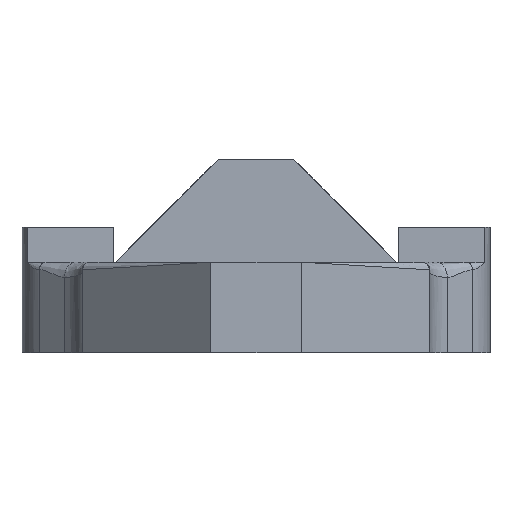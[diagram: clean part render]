
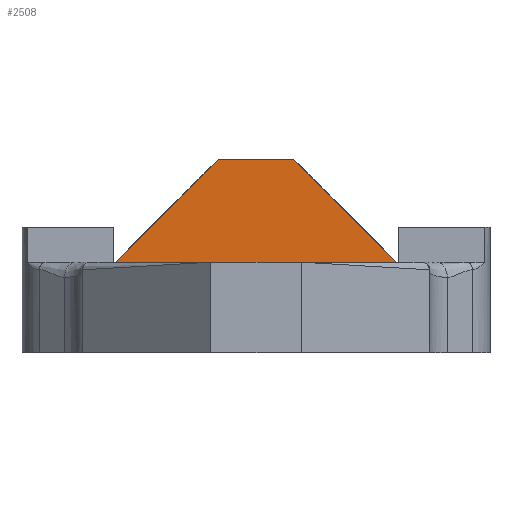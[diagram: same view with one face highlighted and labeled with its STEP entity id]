
A CAD part, left-side view. The second image highlights one B-rep face of the part: STEP entity #2508.
In plain terms, the highlighted planar face has unit normal (-1, 0, 0).
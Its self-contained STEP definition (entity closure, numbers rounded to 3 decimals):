
#1426 = VERTEX_POINT ( 'NONE', #4850 ) ;
#1531 = VERTEX_POINT ( 'NONE', #4946 ) ;
#1584 = VERTEX_POINT ( 'NONE', #5248 ) ;
#1585 = EDGE_CURVE ( 'NONE', #1531, #1584, #5245, .T. ) ;
#2498 = EDGE_CURVE ( 'NONE', #2506, #1426, #5863, .T. ) ;
#2504 = EDGE_LOOP ( 'NONE', ( #2741, #2526, #2587, #2562 ) ) ;
#2506 = VERTEX_POINT ( 'NONE', #5866 ) ;
#2508 = ADVANCED_FACE ( 'NONE', ( #5876 ), #5854, .F. ) ;
#2526 = ORIENTED_EDGE ( 'NONE', *, *, #2527, .T. ) ;
#2527 = EDGE_CURVE ( 'NONE', #1584, #1426, #5916, .T. ) ;
#2562 = ORIENTED_EDGE ( 'NONE', *, *, #2679, .T. ) ;
#2587 = ORIENTED_EDGE ( 'NONE', *, *, #2498, .F. ) ;
#2679 = EDGE_CURVE ( 'NONE', #2506, #1531, #5896, .T. ) ;
#2741 = ORIENTED_EDGE ( 'NONE', *, *, #1585, .T. ) ;
#4850 = CARTESIAN_POINT ( 'NONE',  ( 66.5, 18., 25.65 ) ) ;
#4946 = CARTESIAN_POINT ( 'NONE',  ( 66.5, 41.65, 12. ) ) ;
#5242 = DIRECTION ( 'NONE',  ( 0., -1., 0. ) ) ;
#5243 = VECTOR ( 'NONE', #5242, 1000. ) ;
#5244 = CARTESIAN_POINT ( 'NONE',  ( 66.5, 28., 12. ) ) ;
#5245 = LINE ( 'NONE', #5244, #5243 ) ;
#5248 = CARTESIAN_POINT ( 'NONE',  ( 66.5, 4.35, 12. ) ) ;
#5854 = PLANE ( 'NONE',  #5918 ) ;
#5858 = DIRECTION ( 'NONE',  ( 1., 0., 0. ) ) ;
#5859 = CARTESIAN_POINT ( 'NONE',  ( 66.5, 28., 25.65 ) ) ;
#5860 = DIRECTION ( 'NONE',  ( 0., -1., 0. ) ) ;
#5861 = VECTOR ( 'NONE', #5860, 1000. ) ;
#5862 = CARTESIAN_POINT ( 'NONE',  ( 66.5, 28., 25.65 ) ) ;
#5863 = LINE ( 'NONE', #5862, #5861 ) ;
#5866 = CARTESIAN_POINT ( 'NONE',  ( 66.5, 28., 25.65 ) ) ;
#5876 = FACE_OUTER_BOUND ( 'NONE', #2504, .T. ) ;
#5892 = DIRECTION ( 'NONE',  ( 0., 0.707, -0.707 ) ) ;
#5893 = VECTOR ( 'NONE', #5892, 1000. ) ;
#5894 = CARTESIAN_POINT ( 'NONE',  ( 66.5, 28., 25.65 ) ) ;
#5896 = LINE ( 'NONE', #5894, #5893 ) ;
#5910 = DIRECTION ( 'NONE',  ( 0., 0.707, 0.707 ) ) ;
#5911 = VECTOR ( 'NONE', #5910, 1000. ) ;
#5914 = DIRECTION ( 'NONE',  ( 0., 1., 0. ) ) ;
#5915 = CARTESIAN_POINT ( 'NONE',  ( 66.5, 23., 30.65 ) ) ;
#5916 = LINE ( 'NONE', #5915, #5911 ) ;
#5918 = AXIS2_PLACEMENT_3D ( 'NONE', #5859, #5858, #5914 ) ;
